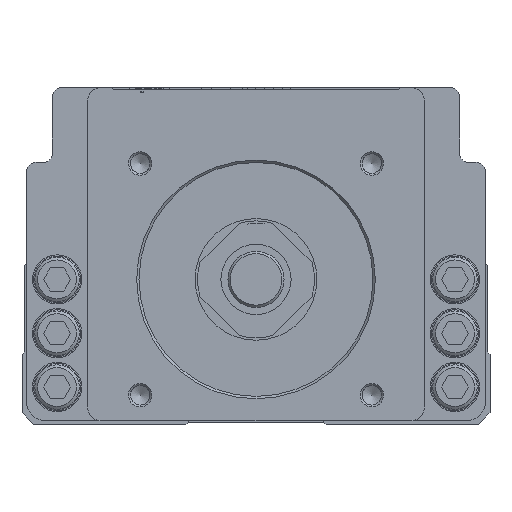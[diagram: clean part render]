
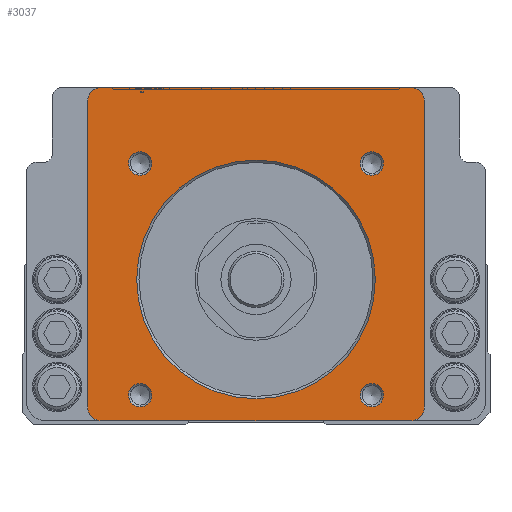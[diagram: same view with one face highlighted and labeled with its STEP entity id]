
A CAD part, front view. The second image highlights one B-rep face of the part: STEP entity #3037.
In plain terms, the highlighted planar face has unit normal (0, -1, 0).
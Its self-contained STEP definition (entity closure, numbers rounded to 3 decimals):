
#1215=FACE_BOUND('',#6124,.T.);
#1216=FACE_BOUND('',#6125,.T.);
#1217=FACE_BOUND('',#6126,.T.);
#1218=FACE_BOUND('',#6127,.T.);
#1219=FACE_BOUND('',#6128,.T.);
#1220=FACE_BOUND('',#6129,.T.);
#1812=CIRCLE('',#21307,25.5);
#1919=CIRCLE('',#21716,3.);
#1921=CIRCLE('',#21719,3.);
#1949=CIRCLE('',#21776,2.5);
#1952=CIRCLE('',#21782,2.5);
#1955=CIRCLE('',#21788,2.5);
#1958=CIRCLE('',#21794,2.5);
#1961=CIRCLE('',#21801,3.);
#1962=CIRCLE('',#21802,3.);
#3037=ADVANCED_FACE('',(#1215,#1216,#1217,#1218,#1219,#1220),#3941,.T.);
#3941=PLANE('',#21803);
#6124=EDGE_LOOP('',(#10721));
#6125=EDGE_LOOP('',(#10722));
#6126=EDGE_LOOP('',(#10723));
#6127=EDGE_LOOP('',(#10724));
#6128=EDGE_LOOP('',(#10725));
#6129=EDGE_LOOP('',(#10726,#10727,#10728,#10729,#10730,#10731,#10732,#10733));
#10721=ORIENTED_EDGE('',*,*,#15195,.T.);
#10722=ORIENTED_EDGE('',*,*,#16024,.T.);
#10723=ORIENTED_EDGE('',*,*,#16027,.T.);
#10724=ORIENTED_EDGE('',*,*,#16030,.T.);
#10725=ORIENTED_EDGE('',*,*,#16033,.T.);
#10726=ORIENTED_EDGE('',*,*,#16036,.T.);
#10727=ORIENTED_EDGE('',*,*,#15934,.T.);
#10728=ORIENTED_EDGE('',*,*,#16037,.T.);
#10729=ORIENTED_EDGE('',*,*,#16038,.T.);
#10730=ORIENTED_EDGE('',*,*,#16039,.T.);
#10731=ORIENTED_EDGE('',*,*,#16040,.T.);
#10732=ORIENTED_EDGE('',*,*,#16041,.T.);
#10733=ORIENTED_EDGE('',*,*,#15930,.T.);
#12883=VERTEX_POINT('',#31302);
#13395=VERTEX_POINT('',#33432);
#13396=VERTEX_POINT('',#33434);
#13399=VERTEX_POINT('',#33441);
#13400=VERTEX_POINT('',#33443);
#13472=VERTEX_POINT('',#33695);
#13476=VERTEX_POINT('',#33705);
#13480=VERTEX_POINT('',#33715);
#13484=VERTEX_POINT('',#33725);
#13488=VERTEX_POINT('',#33737);
#13489=VERTEX_POINT('',#33739);
#13490=VERTEX_POINT('',#33741);
#13491=VERTEX_POINT('',#33743);
#15195=EDGE_CURVE('',#12883,#12883,#1812,.T.);
#15930=EDGE_CURVE('',#13396,#13395,#1919,.T.);
#15934=EDGE_CURVE('',#13400,#13399,#1921,.T.);
#16024=EDGE_CURVE('',#13472,#13472,#1949,.T.);
#16027=EDGE_CURVE('',#13476,#13476,#1952,.T.);
#16030=EDGE_CURVE('',#13480,#13480,#1955,.T.);
#16033=EDGE_CURVE('',#13484,#13484,#1958,.T.);
#16036=EDGE_CURVE('',#13395,#13400,#18137,.T.);
#16037=EDGE_CURVE('',#13399,#13488,#18138,.T.);
#16038=EDGE_CURVE('',#13488,#13489,#1961,.T.);
#16039=EDGE_CURVE('',#13489,#13490,#18139,.T.);
#16040=EDGE_CURVE('',#13490,#13491,#1962,.T.);
#16041=EDGE_CURVE('',#13491,#13396,#18140,.T.);
#18137=LINE('',#33735,#20094);
#18138=LINE('',#33736,#20095);
#18139=LINE('',#33740,#20096);
#18140=LINE('',#33744,#20097);
#20094=VECTOR('',#26609,1.);
#20095=VECTOR('',#26610,1.);
#20096=VECTOR('',#26613,1.);
#20097=VECTOR('',#26616,1.);
#21307=AXIS2_PLACEMENT_3D('',#31301,#24964,#24965);
#21716=AXIS2_PLACEMENT_3D('',#33433,#26386,#26387);
#21719=AXIS2_PLACEMENT_3D('',#33442,#26394,#26395);
#21776=AXIS2_PLACEMENT_3D('',#33694,#26559,#26560);
#21782=AXIS2_PLACEMENT_3D('',#33704,#26571,#26572);
#21788=AXIS2_PLACEMENT_3D('',#33714,#26583,#26584);
#21794=AXIS2_PLACEMENT_3D('',#33724,#26595,#26596);
#21801=AXIS2_PLACEMENT_3D('',#33738,#26611,#26612);
#21802=AXIS2_PLACEMENT_3D('',#33742,#26614,#26615);
#21803=AXIS2_PLACEMENT_3D('',#33745,#26617,#26618);
#24964=DIRECTION('',(0.,1.,0.));
#24965=DIRECTION('',(0.,0.,-1.));
#26386=DIRECTION('',(0.,-1.,0.));
#26387=DIRECTION('',(0.,0.,-1.));
#26394=DIRECTION('',(0.,-1.,0.));
#26395=DIRECTION('',(0.,0.,-1.));
#26559=DIRECTION('',(0.,1.,0.));
#26560=DIRECTION('',(0.,0.,-1.));
#26571=DIRECTION('',(0.,1.,0.));
#26572=DIRECTION('',(0.,0.,-1.));
#26583=DIRECTION('',(0.,1.,0.));
#26584=DIRECTION('',(0.,0.,-1.));
#26595=DIRECTION('',(0.,1.,0.));
#26596=DIRECTION('',(0.,0.,-1.));
#26609=DIRECTION('',(1.,0.,0.));
#26610=DIRECTION('',(0.,0.,1.));
#26611=DIRECTION('',(0.,-1.,0.));
#26612=DIRECTION('',(0.,0.,-1.));
#26613=DIRECTION('',(-1.,0.,0.));
#26614=DIRECTION('',(0.,-1.,0.));
#26615=DIRECTION('',(0.,0.,-1.));
#26616=DIRECTION('',(0.,0.,-1.));
#26617=DIRECTION('',(0.,-1.,0.));
#26618=DIRECTION('',(0.,0.,1.));
#31301=CARTESIAN_POINT('',(0.,-299.9,-24.));
#31302=CARTESIAN_POINT('',(0.,-299.9,-49.5));
#33432=CARTESIAN_POINT('',(-33.,-299.9,-54.2));
#33433=CARTESIAN_POINT('',(-33.,-299.9,-51.2));
#33434=CARTESIAN_POINT('',(-36.,-299.9,-51.2));
#33441=CARTESIAN_POINT('',(36.,-299.9,-51.2));
#33442=CARTESIAN_POINT('',(33.,-299.9,-51.2));
#33443=CARTESIAN_POINT('',(33.,-299.9,-54.2));
#33694=CARTESIAN_POINT('',(-24.749,-299.9,-48.749));
#33695=CARTESIAN_POINT('',(-24.749,-299.9,-51.249));
#33704=CARTESIAN_POINT('',(-24.749,-299.9,0.749));
#33705=CARTESIAN_POINT('',(-24.749,-299.9,-1.751));
#33714=CARTESIAN_POINT('',(24.749,-299.9,0.749));
#33715=CARTESIAN_POINT('',(24.749,-299.9,-1.751));
#33724=CARTESIAN_POINT('',(24.749,-299.9,-48.749));
#33725=CARTESIAN_POINT('',(24.749,-299.9,-51.249));
#33735=CARTESIAN_POINT('',(-49.,-299.9,-54.2));
#33736=CARTESIAN_POINT('',(36.,-299.9,-54.5));
#33737=CARTESIAN_POINT('',(36.,-299.9,14.));
#33738=CARTESIAN_POINT('',(33.,-299.9,14.));
#33739=CARTESIAN_POINT('',(33.,-299.9,17.));
#33740=CARTESIAN_POINT('',(33.,-299.9,17.));
#33741=CARTESIAN_POINT('',(-33.,-299.9,17.));
#33742=CARTESIAN_POINT('',(-33.,-299.9,14.));
#33743=CARTESIAN_POINT('',(-36.,-299.9,14.));
#33744=CARTESIAN_POINT('',(-36.,-299.9,12.));
#33745=CARTESIAN_POINT('',(-33.,-299.9,12.));
